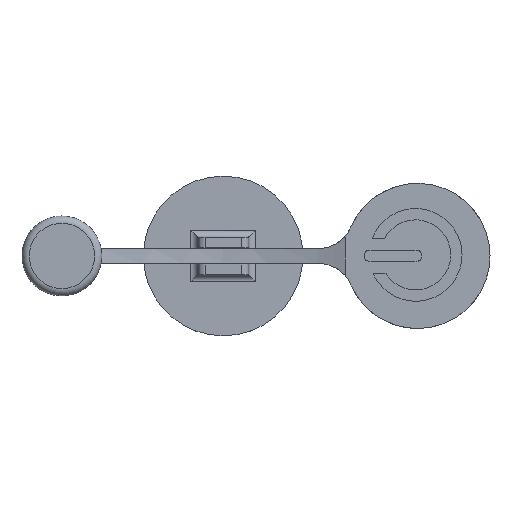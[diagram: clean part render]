
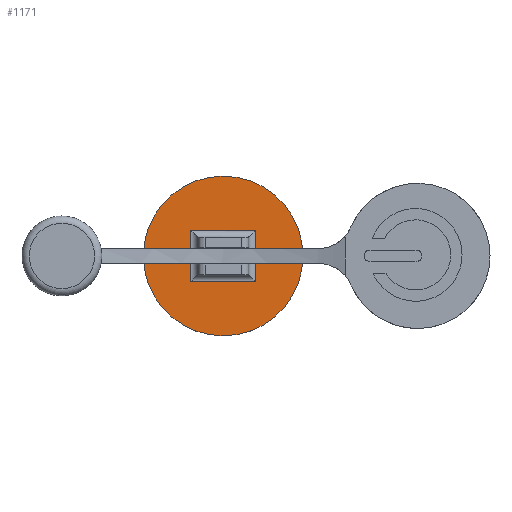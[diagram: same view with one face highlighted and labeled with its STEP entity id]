
A CAD part, top view. The second image highlights one B-rep face of the part: STEP entity #1171.
In plain terms, the highlighted planar face has unit normal (0, 0, 1).
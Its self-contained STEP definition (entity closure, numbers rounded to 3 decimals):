
#23=FACE_BOUND('',#290,.T.);
#62=CIRCLE('',#1271,11.);
#218=FACE_OUTER_BOUND('',#289,.T.);
#289=EDGE_LOOP('',(#1031));
#290=EDGE_LOOP('',(#1032,#1033,#1034,#1035,#1036,#1037,#1038,#1039,#1040,
#1041,#1042,#1043));
#347=LINE('',#2394,#425);
#351=LINE('',#2403,#429);
#353=LINE('',#2411,#431);
#354=LINE('',#2416,#432);
#356=LINE('',#2423,#434);
#363=LINE('',#2455,#441);
#365=LINE('',#2461,#443);
#366=LINE('',#2465,#444);
#371=LINE('',#2486,#449);
#372=LINE('',#2487,#450);
#373=LINE('',#2488,#451);
#374=LINE('',#2489,#452);
#425=VECTOR('',#1413,10.);
#429=VECTOR('',#1419,10.);
#431=VECTOR('',#1425,10.);
#432=VECTOR('',#1430,10.);
#434=VECTOR('',#1438,10.);
#441=VECTOR('',#1475,10.);
#443=VECTOR('',#1481,10.);
#444=VECTOR('',#1486,10.);
#449=VECTOR('',#1511,10.);
#450=VECTOR('',#1512,10.);
#451=VECTOR('',#1513,10.);
#452=VECTOR('',#1514,10.);
#533=VERTEX_POINT('',#2387);
#536=VERTEX_POINT('',#2392);
#537=VERTEX_POINT('',#2396);
#540=VERTEX_POINT('',#2401);
#543=VERTEX_POINT('',#2408);
#544=VERTEX_POINT('',#2410);
#545=VERTEX_POINT('',#2414);
#546=VERTEX_POINT('',#2415);
#557=VERTEX_POINT('',#2452);
#558=VERTEX_POINT('',#2454);
#560=VERTEX_POINT('',#2460);
#561=VERTEX_POINT('',#2464);
#567=VERTEX_POINT('',#2484);
#686=EDGE_CURVE('',#536,#533,#347,.T.);
#690=EDGE_CURVE('',#540,#537,#351,.T.);
#693=EDGE_CURVE('',#543,#544,#353,.T.);
#695=EDGE_CURVE('',#545,#546,#354,.T.);
#699=EDGE_CURVE('',#544,#545,#356,.T.);
#714=EDGE_CURVE('',#557,#558,#363,.T.);
#717=EDGE_CURVE('',#558,#560,#365,.T.);
#719=EDGE_CURVE('',#560,#561,#366,.T.);
#729=EDGE_CURVE('',#567,#567,#62,.T.);
#730=EDGE_CURVE('',#536,#561,#371,.T.);
#731=EDGE_CURVE('',#557,#537,#372,.T.);
#732=EDGE_CURVE('',#540,#546,#373,.T.);
#733=EDGE_CURVE('',#543,#533,#374,.T.);
#1031=ORIENTED_EDGE('',*,*,#729,.T.);
#1032=ORIENTED_EDGE('',*,*,#730,.T.);
#1033=ORIENTED_EDGE('',*,*,#719,.F.);
#1034=ORIENTED_EDGE('',*,*,#717,.F.);
#1035=ORIENTED_EDGE('',*,*,#714,.F.);
#1036=ORIENTED_EDGE('',*,*,#731,.T.);
#1037=ORIENTED_EDGE('',*,*,#690,.F.);
#1038=ORIENTED_EDGE('',*,*,#732,.T.);
#1039=ORIENTED_EDGE('',*,*,#695,.F.);
#1040=ORIENTED_EDGE('',*,*,#699,.F.);
#1041=ORIENTED_EDGE('',*,*,#693,.F.);
#1042=ORIENTED_EDGE('',*,*,#733,.T.);
#1043=ORIENTED_EDGE('',*,*,#686,.F.);
#1106=PLANE('',#1270);
#1171=ADVANCED_FACE('',(#218,#23),#1106,.F.);
#1270=AXIS2_PLACEMENT_3D('',#2483,#1507,#1508);
#1271=AXIS2_PLACEMENT_3D('',#2485,#1509,#1510);
#1413=DIRECTION('',(0.,1.,0.));
#1419=DIRECTION('',(0.,-1.,0.));
#1425=DIRECTION('',(0.,1.,0.));
#1430=DIRECTION('',(0.,-1.,0.));
#1438=DIRECTION('',(-1.,0.,0.));
#1475=DIRECTION('',(0.,-1.,0.));
#1481=DIRECTION('',(1.,0.,0.));
#1486=DIRECTION('',(0.,1.,0.));
#1507=DIRECTION('center_axis',(0.,0.,-1.));
#1508=DIRECTION('ref_axis',(1.,0.,0.));
#1509=DIRECTION('center_axis',(0.,0.,1.));
#1510=DIRECTION('ref_axis',(1.,0.,0.));
#1511=DIRECTION('',(-1.,0.,0.));
#1512=DIRECTION('',(-1.,0.,0.));
#1513=DIRECTION('',(1.,0.,0.));
#1514=DIRECTION('',(1.,0.,0.));
#2387=CARTESIAN_POINT('',(52.729,-2.9,-1.));
#2392=CARTESIAN_POINT('',(52.729,-5.1,-1.));
#2394=CARTESIAN_POINT('',(52.729,-3.45,-1.));
#2396=CARTESIAN_POINT('',(33.729,-5.1,-1.));
#2401=CARTESIAN_POINT('',(33.729,-2.9,-1.));
#2403=CARTESIAN_POINT('',(33.729,-4.55,-1.));
#2408=CARTESIAN_POINT('',(47.729,-2.9,-1.));
#2410=CARTESIAN_POINT('',(47.729,-0.418,-1.));
#2411=CARTESIAN_POINT('',(47.729,-1.788,-1.));
#2414=CARTESIAN_POINT('',(38.729,-0.418,-1.));
#2415=CARTESIAN_POINT('',(38.729,-2.9,-1.));
#2416=CARTESIAN_POINT('',(38.729,-2.529,-1.));
#2423=CARTESIAN_POINT('',(41.479,-0.418,-1.));
#2452=CARTESIAN_POINT('',(38.729,-5.1,-1.));
#2454=CARTESIAN_POINT('',(38.729,-7.582,-1.));
#2455=CARTESIAN_POINT('',(38.729,-5.471,-1.));
#2460=CARTESIAN_POINT('',(47.729,-7.582,-1.));
#2461=CARTESIAN_POINT('',(41.479,-7.582,-1.));
#2464=CARTESIAN_POINT('',(47.729,-5.1,-1.));
#2465=CARTESIAN_POINT('',(47.729,-6.212,-1.));
#2483=CARTESIAN_POINT('Origin',(43.229,-4.,-1.));
#2484=CARTESIAN_POINT('',(32.229,-4.,-1.));
#2485=CARTESIAN_POINT('Origin',(43.229,-4.,-1.));
#2486=CARTESIAN_POINT('',(35.229,-5.1,-1.));
#2487=CARTESIAN_POINT('',(35.229,-5.1,-1.));
#2488=CARTESIAN_POINT('',(51.229,-2.9,-1.));
#2489=CARTESIAN_POINT('',(51.229,-2.9,-1.));
